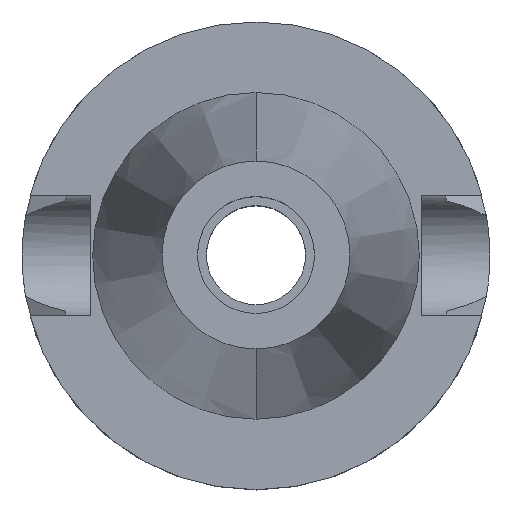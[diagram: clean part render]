
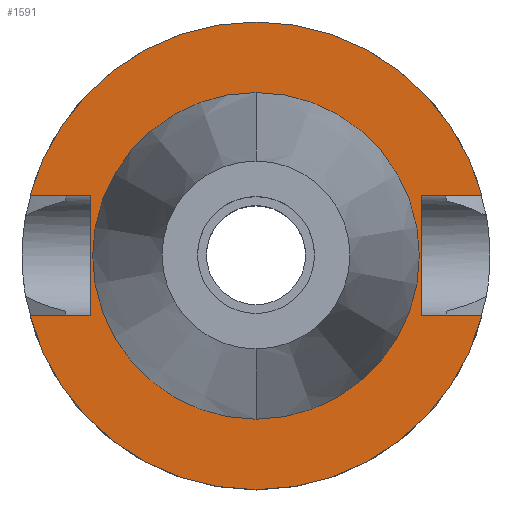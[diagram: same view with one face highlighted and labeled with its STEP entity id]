
A CAD part, top view. The second image highlights one B-rep face of the part: STEP entity #1591.
In plain terms, the highlighted planar face has unit normal (0, 0, 1).
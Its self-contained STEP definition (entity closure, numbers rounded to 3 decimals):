
#477=DIRECTION('',(-1.,0.,0.));
#478=VECTOR('',#477,12.921);
#479=CARTESIAN_POINT('',(-35.4,-12.85,-1.5));
#480=LINE('',#479,#478);
#524=DIRECTION('',(0.,1.,0.));
#525=VECTOR('',#524,25.7);
#526=CARTESIAN_POINT('',(-35.4,-12.85,-1.5));
#527=LINE('',#526,#525);
#531=DIRECTION('',(-1.,0.,0.));
#532=VECTOR('',#531,12.921);
#533=CARTESIAN_POINT('',(-35.4,12.85,-1.5));
#534=LINE('',#533,#532);
#538=CARTESIAN_POINT('',(0.,0.,-1.5));
#539=DIRECTION('',(0.,0.,-1.));
#540=DIRECTION('',(-0.966,0.257,0.));
#541=AXIS2_PLACEMENT_3D('',#538,#539,#540);
#546=CARTESIAN_POINT('',(0.,0.,-1.5));
#547=DIRECTION('',(0.,0.,-1.));
#548=DIRECTION('',(0.,1.,0.));
#549=AXIS2_PLACEMENT_3D('',#546,#547,#548);
#554=DIRECTION('',(0.,-1.,0.));
#555=VECTOR('',#554,25.7);
#556=CARTESIAN_POINT('',(35.4,12.85,-1.5));
#557=LINE('',#556,#555);
#561=DIRECTION('',(1.,0.,0.));
#562=VECTOR('',#561,12.921);
#563=CARTESIAN_POINT('',(35.4,-12.85,-1.5));
#564=LINE('',#563,#562);
#568=CARTESIAN_POINT('',(0.,0.,-1.5));
#569=DIRECTION('',(0.,0.,-1.));
#570=DIRECTION('',(0.966,-0.257,0.));
#571=AXIS2_PLACEMENT_3D('',#568,#569,#570);
#576=CARTESIAN_POINT('',(0.,0.,-1.5));
#577=DIRECTION('',(0.,0.,-1.));
#578=DIRECTION('',(0.,-1.,0.));
#579=AXIS2_PLACEMENT_3D('',#576,#577,#578);
#584=CARTESIAN_POINT('',(0.,0.,-1.5));
#585=DIRECTION('',(0.,0.,1.));
#586=DIRECTION('',(0.,1.,0.));
#587=AXIS2_PLACEMENT_3D('',#584,#585,#586);
#592=CARTESIAN_POINT('',(0.,0.,-1.5));
#593=DIRECTION('',(0.,0.,1.));
#594=DIRECTION('',(0.,-1.,0.));
#595=AXIS2_PLACEMENT_3D('',#592,#593,#594);
#817=DIRECTION('',(1.,0.,0.));
#818=VECTOR('',#817,12.921);
#819=CARTESIAN_POINT('',(35.4,12.85,-1.5));
#820=LINE('',#819,#818);
#1095=CARTESIAN_POINT('',(-35.4,-12.85,-1.5));
#1096=VERTEX_POINT('',#1095);
#1097=CARTESIAN_POINT('',(-48.321,-12.85,-1.5));
#1098=VERTEX_POINT('',#1097);
#1101=CARTESIAN_POINT('',(-35.4,12.85,-1.5));
#1102=VERTEX_POINT('',#1101);
#1103=CARTESIAN_POINT('',(-48.321,12.85,-1.5));
#1104=VERTEX_POINT('',#1103);
#1105=CARTESIAN_POINT('',(0.,50.,-1.5));
#1106=CARTESIAN_POINT('',(48.321,12.85,-1.5));
#1107=VERTEX_POINT('',#1105);
#1108=VERTEX_POINT('',#1106);
#1109=CARTESIAN_POINT('',(35.4,12.85,-1.5));
#1110=VERTEX_POINT('',#1109);
#1111=CARTESIAN_POINT('',(35.4,-12.85,-1.5));
#1112=VERTEX_POINT('',#1111);
#1113=CARTESIAN_POINT('',(48.321,-12.85,-1.5));
#1114=VERTEX_POINT('',#1113);
#1115=CARTESIAN_POINT('',(0.,-50.,-1.5));
#1116=VERTEX_POINT('',#1115);
#1117=CARTESIAN_POINT('',(0.,34.925,-1.5));
#1118=CARTESIAN_POINT('',(0.,-34.925,-1.5));
#1119=VERTEX_POINT('',#1117);
#1120=VERTEX_POINT('',#1118);
#1560=CARTESIAN_POINT('',(0.,0.,-1.5));
#1561=DIRECTION('',(0.,0.,-1.));
#1562=DIRECTION('',(0.,-1.,0.));
#1563=AXIS2_PLACEMENT_3D('',#1560,#1561,#1562);
#1564=PLANE('',#1563);
#1565=ORIENTED_EDGE('',*,*,#1550,.T.);
#1567=ORIENTED_EDGE('',*,*,#1566,.T.);
#1569=ORIENTED_EDGE('',*,*,#1568,.T.);
#1571=ORIENTED_EDGE('',*,*,#1570,.T.);
#1573=ORIENTED_EDGE('',*,*,#1572,.F.);
#1575=ORIENTED_EDGE('',*,*,#1574,.T.);
#1577=ORIENTED_EDGE('',*,*,#1576,.T.);
#1579=ORIENTED_EDGE('',*,*,#1578,.T.);
#1581=ORIENTED_EDGE('',*,*,#1580,.T.);
#1582=ORIENTED_EDGE('',*,*,#1536,.F.);
#1583=EDGE_LOOP('',(#1565,#1567,#1569,#1571,#1573,#1575,#1577,#1579,#1581,
#1582));
#1584=FACE_OUTER_BOUND('',#1583,.F.);
#1586=ORIENTED_EDGE('',*,*,#1585,.T.);
#1588=ORIENTED_EDGE('',*,*,#1587,.T.);
#1589=EDGE_LOOP('',(#1586,#1588));
#1590=FACE_BOUND('',#1589,.F.);
#542=CIRCLE('',#541,50.);
#550=CIRCLE('',#549,50.);
#572=CIRCLE('',#571,50.);
#580=CIRCLE('',#579,50.);
#588=CIRCLE('',#587,34.925);
#596=CIRCLE('',#595,34.925);
#1536=EDGE_CURVE('',#1096,#1098,#480,.T.);
#1550=EDGE_CURVE('',#1096,#1102,#527,.T.);
#1566=EDGE_CURVE('',#1102,#1104,#534,.T.);
#1568=EDGE_CURVE('',#1104,#1107,#542,.T.);
#1570=EDGE_CURVE('',#1107,#1108,#550,.T.);
#1572=EDGE_CURVE('',#1110,#1108,#820,.T.);
#1574=EDGE_CURVE('',#1110,#1112,#557,.T.);
#1576=EDGE_CURVE('',#1112,#1114,#564,.T.);
#1578=EDGE_CURVE('',#1114,#1116,#572,.T.);
#1580=EDGE_CURVE('',#1116,#1098,#580,.T.);
#1585=EDGE_CURVE('',#1119,#1120,#588,.T.);
#1587=EDGE_CURVE('',#1120,#1119,#596,.T.);
#1591=ADVANCED_FACE('',(#1584,#1590),#1564,.F.);
